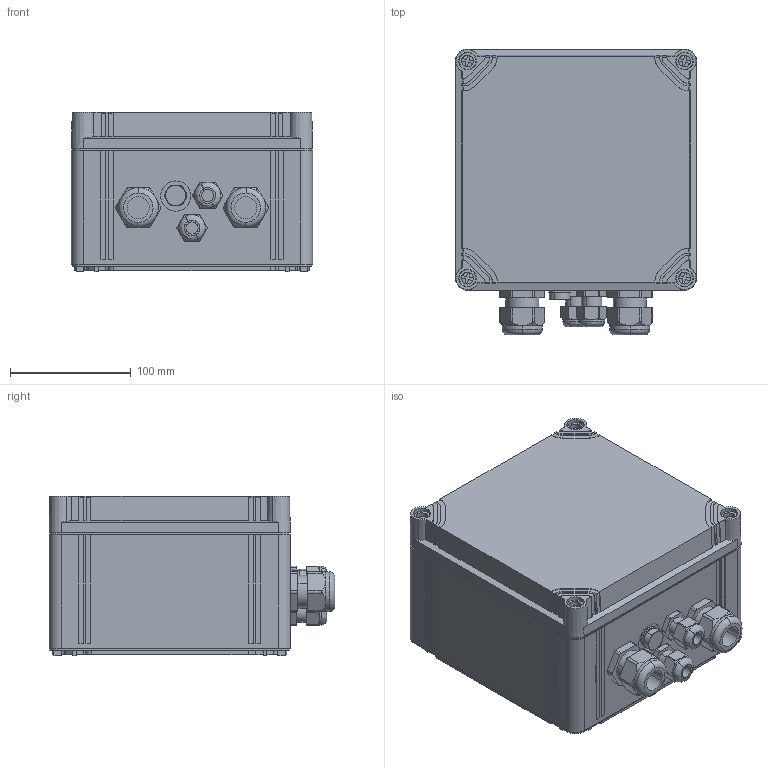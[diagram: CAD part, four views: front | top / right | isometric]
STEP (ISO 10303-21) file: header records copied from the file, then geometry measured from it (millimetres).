
FILE_DESCRIPTION(('CATIA V5 STEP Exchange','CAx-IF Rec.Pracs.--- Model Styling and Organization---1.4--- 2014-01-23'),'2;1');
FILE_NAME ('D1498096_2', '2023-05-12T09:28:04+00:00', ('none'), ('Weidmueller'), 'CATIA Version 5-6 Release 2016 SP3 HF44', 'CATIA V5 STEP AP214', 'none');
FILE_SCHEMA(('AUTOMOTIVE_DESIGN { 1 0 10303 214 1 1 1 1 }'));
Length unit declared in the file: millimetre
Products named in the file (1): S3D_PVN1_MINI_CG
Bounding box: 200 x 237 x 132 mm (x, y, z)
Volume: 5095382.6 mm3; surface area: 318852.2 mm2
Topology: 11 solids, 11 shells, 811 faces, 2512 edges, 1784 vertices
Faces by surface type: plane 493, cylinder 214, extrusion 48, cone 44, torus 8, bspline 4
Entity records: 29365 total; most frequent: CARTESIAN_POINT 8127, ORIENTED_EDGE 5020, DIRECTION 2924, EDGE_CURVE 2510, VERTEX_POINT 1784, VECTOR 1318, LINE 1270, AXIS2_PLACEMENT_3D 1161
